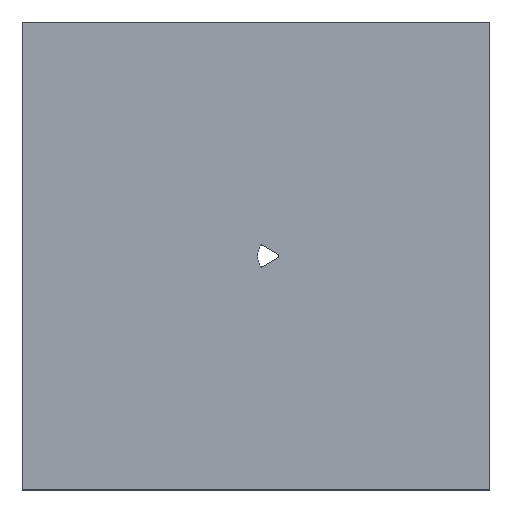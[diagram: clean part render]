
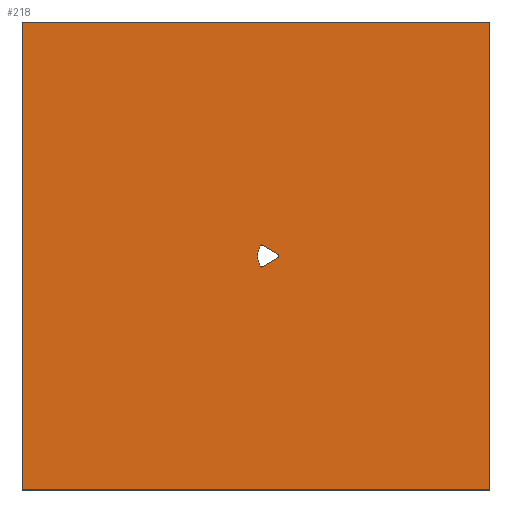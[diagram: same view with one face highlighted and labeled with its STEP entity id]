
A CAD part, top view. The second image highlights one B-rep face of the part: STEP entity #218.
In plain terms, the highlighted planar face has unit normal (0, 0, 1).
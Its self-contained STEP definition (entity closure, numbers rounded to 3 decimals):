
#1 = ORIENTED_EDGE ( 'NONE', *, *, #85, .F. ) ;
#2 = ORIENTED_EDGE ( 'NONE', *, *, #175, .F. ) ;
#7 = VERTEX_POINT ( 'NONE', #427 ) ;
#19 = DIRECTION ( 'NONE',  ( 0., 0., 1. ) ) ;
#26 = LINE ( 'NONE', #137, #375 ) ;
#38 = VERTEX_POINT ( 'NONE', #259 ) ;
#40 = DIRECTION ( 'NONE',  ( -1., 0., 0. ) ) ;
#43 = EDGE_CURVE ( 'NONE', #115, #7, #58, .T. ) ;
#44 = CARTESIAN_POINT ( 'NONE',  ( 10.77, 0., 10. ) ) ;
#49 = CARTESIAN_POINT ( 'NONE',  ( 2.65, 4.625, 10. ) ) ;
#50 = VECTOR ( 'NONE', #95, 1000. ) ;
#51 = DIRECTION ( 'NONE',  ( 0., 1., 0. ) ) ;
#58 = LINE ( 'NONE', #339, #167 ) ;
#59 = LINE ( 'NONE', #417, #369 ) ;
#60 = VERTEX_POINT ( 'NONE', #270 ) ;
#62 = CARTESIAN_POINT ( 'NONE',  ( 1.721, -4.303, 10. ) ) ;
#64 = LINE ( 'NONE', #372, #50 ) ;
#68 = ORIENTED_EDGE ( 'NONE', *, *, #43, .F. ) ;
#69 = AXIS2_PLACEMENT_3D ( 'NONE', #305, #353, #192 ) ;
#70 = CARTESIAN_POINT ( 'NONE',  ( 2.65, -4.625, 10. ) ) ;
#83 = CIRCLE ( 'NONE', #392, 10. ) ;
#85 = EDGE_CURVE ( 'NONE', #371, #325, #366, .T. ) ;
#86 = LINE ( 'NONE', #450, #106 ) ;
#88 = EDGE_CURVE ( 'NONE', #234, #111, #445, .T. ) ;
#90 = ORIENTED_EDGE ( 'NONE', *, *, #415, .F. ) ;
#95 = DIRECTION ( 'NONE',  ( 0.371, -0.928, 0. ) ) ;
#106 = VECTOR ( 'NONE', #51, 1000. ) ;
#107 = ORIENTED_EDGE ( 'NONE', *, *, #431, .F. ) ;
#111 = VERTEX_POINT ( 'NONE', #200 ) ;
#115 = VERTEX_POINT ( 'NONE', #160 ) ;
#120 = CARTESIAN_POINT ( 'NONE',  ( -100., 100., 10. ) ) ;
#126 = FACE_OUTER_BOUND ( 'NONE', #424, .T. ) ;
#133 = EDGE_CURVE ( 'NONE', #436, #38, #312, .T. ) ;
#136 = CARTESIAN_POINT ( 'NONE',  ( 2.65, 4.625, 10. ) ) ;
#137 = CARTESIAN_POINT ( 'NONE',  ( -100., 100., 10. ) ) ;
#148 = VECTOR ( 'NONE', #419, 1000. ) ;
#152 = ORIENTED_EDGE ( 'NONE', *, *, #367, .T. ) ;
#154 = DIRECTION ( 'NONE',  ( -1., 0., 0. ) ) ;
#156 = AXIS2_PLACEMENT_3D ( 'NONE', #494, #19, #317 ) ;
#160 = CARTESIAN_POINT ( 'NONE',  ( 9.685, -0.563, 10. ) ) ;
#167 = VECTOR ( 'NONE', #261, 1000. ) ;
#175 = EDGE_CURVE ( 'NONE', #187, #234, #83, .T. ) ;
#176 = CARTESIAN_POINT ( 'NONE',  ( 1.486, 3.714, 10. ) ) ;
#180 = DIRECTION ( 'NONE',  ( 1., 0., 0. ) ) ;
#187 = VERTEX_POINT ( 'NONE', #311 ) ;
#192 = DIRECTION ( 'NONE',  ( -1., 0., 0. ) ) ;
#199 = VERTEX_POINT ( 'NONE', #484 ) ;
#200 = CARTESIAN_POINT ( 'NONE',  ( 1.486, -3.714, 10. ) ) ;
#205 = PLANE ( 'NONE',  #343 ) ;
#207 = DIRECTION ( 'NONE',  ( 1., 0., 0. ) ) ;
#208 = DIRECTION ( 'NONE',  ( 0., 0., 1. ) ) ;
#212 = EDGE_LOOP ( 'NONE', ( #307, #465, #2, #337, #506, #90, #68, #107, #1 ) ) ;
#216 = LINE ( 'NONE', #176, #148 ) ;
#218 = ADVANCED_FACE ( 'NONE', ( #126, #288 ), #205, .T. ) ;
#234 = VERTEX_POINT ( 'NONE', #486 ) ;
#256 = LINE ( 'NONE', #70, #263 ) ;
#257 = ORIENTED_EDGE ( 'NONE', *, *, #133, .T. ) ;
#259 = CARTESIAN_POINT ( 'NONE',  ( -100., 100., 10. ) ) ;
#261 = DIRECTION ( 'NONE',  ( 0., 1., 0. ) ) ;
#263 = VECTOR ( 'NONE', #402, 1000. ) ;
#270 = CARTESIAN_POINT ( 'NONE',  ( -100., -100., 10. ) ) ;
#275 = VERTEX_POINT ( 'NONE', #368 ) ;
#280 = DIRECTION ( 'NONE',  ( -1., 0., 0. ) ) ;
#283 = VECTOR ( 'NONE', #280, 1000. ) ;
#287 = EDGE_CURVE ( 'NONE', #301, #275, #478, .T. ) ;
#288 = FACE_BOUND ( 'NONE', #212, .T. ) ;
#294 = DIRECTION ( 'NONE',  ( -0.866, 0.5, 0. ) ) ;
#295 = CARTESIAN_POINT ( 'NONE',  ( 2.65, -4.625, 10. ) ) ;
#296 = EDGE_CURVE ( 'NONE', #199, #436, #86, .T. ) ;
#301 = VERTEX_POINT ( 'NONE', #49 ) ;
#305 = CARTESIAN_POINT ( 'NONE',  ( 10.77, 0., 10. ) ) ;
#307 = ORIENTED_EDGE ( 'NONE', *, *, #361, .F. ) ;
#311 = CARTESIAN_POINT ( 'NONE',  ( 1.486, 3.714, 10. ) ) ;
#312 = LINE ( 'NONE', #120, #283 ) ;
#313 = CARTESIAN_POINT ( 'NONE',  ( 0., 0., 10. ) ) ;
#317 = DIRECTION ( 'NONE',  ( 1., 0., 0. ) ) ;
#325 = VERTEX_POINT ( 'NONE', #295 ) ;
#333 = DIRECTION ( 'NONE',  ( 0., -1., 0. ) ) ;
#337 = ORIENTED_EDGE ( 'NONE', *, *, #412, .F. ) ;
#339 = CARTESIAN_POINT ( 'NONE',  ( 9.685, 0.563, 10. ) ) ;
#343 = AXIS2_PLACEMENT_3D ( 'NONE', #313, #208, #207 ) ;
#346 = AXIS2_PLACEMENT_3D ( 'NONE', #356, #482, #40 ) ;
#353 = DIRECTION ( 'NONE',  ( 0., 0., 1. ) ) ;
#356 = CARTESIAN_POINT ( 'NONE',  ( 2.325, -4.062, 10. ) ) ;
#361 = EDGE_CURVE ( 'NONE', #111, #371, #64, .T. ) ;
#366 = CIRCLE ( 'NONE', #346, 0.65 ) ;
#367 = EDGE_CURVE ( 'NONE', #60, #199, #59, .T. ) ;
#368 = CARTESIAN_POINT ( 'NONE',  ( 1.721, 4.303, 10. ) ) ;
#369 = VECTOR ( 'NONE', #180, 1000. ) ;
#371 = VERTEX_POINT ( 'NONE', #62 ) ;
#372 = CARTESIAN_POINT ( 'NONE',  ( 1.486, -3.714, 10. ) ) ;
#375 = VECTOR ( 'NONE', #333, 1000. ) ;
#380 = EDGE_CURVE ( 'NONE', #38, #60, #26, .T. ) ;
#382 = ORIENTED_EDGE ( 'NONE', *, *, #296, .T. ) ;
#391 = DIRECTION ( 'NONE',  ( 0., 0., 1. ) ) ;
#392 = AXIS2_PLACEMENT_3D ( 'NONE', #44, #391, #154 ) ;
#398 = CARTESIAN_POINT ( 'NONE',  ( 100., 100., 10. ) ) ;
#402 = DIRECTION ( 'NONE',  ( 0.866, 0.5, 0. ) ) ;
#411 = LINE ( 'NONE', #136, #474 ) ;
#412 = EDGE_CURVE ( 'NONE', #275, #187, #216, .T. ) ;
#415 = EDGE_CURVE ( 'NONE', #7, #301, #411, .T. ) ;
#417 = CARTESIAN_POINT ( 'NONE',  ( -100., -100., 10. ) ) ;
#419 = DIRECTION ( 'NONE',  ( -0.371, -0.928, 0. ) ) ;
#424 = EDGE_LOOP ( 'NONE', ( #382, #257, #497, #152 ) ) ;
#427 = CARTESIAN_POINT ( 'NONE',  ( 9.685, 0.563, 10. ) ) ;
#431 = EDGE_CURVE ( 'NONE', #325, #115, #256, .T. ) ;
#436 = VERTEX_POINT ( 'NONE', #398 ) ;
#445 = CIRCLE ( 'NONE', #69, 10. ) ;
#450 = CARTESIAN_POINT ( 'NONE',  ( 100., 100., 10. ) ) ;
#465 = ORIENTED_EDGE ( 'NONE', *, *, #88, .F. ) ;
#474 = VECTOR ( 'NONE', #294, 1000. ) ;
#478 = CIRCLE ( 'NONE', #156, 0.65 ) ;
#482 = DIRECTION ( 'NONE',  ( 0., 0., 1. ) ) ;
#484 = CARTESIAN_POINT ( 'NONE',  ( 100., -100., 10. ) ) ;
#486 = CARTESIAN_POINT ( 'NONE',  ( 0.77, 0., 10. ) ) ;
#494 = CARTESIAN_POINT ( 'NONE',  ( 2.325, 4.062, 10. ) ) ;
#497 = ORIENTED_EDGE ( 'NONE', *, *, #380, .T. ) ;
#506 = ORIENTED_EDGE ( 'NONE', *, *, #287, .F. ) ;
